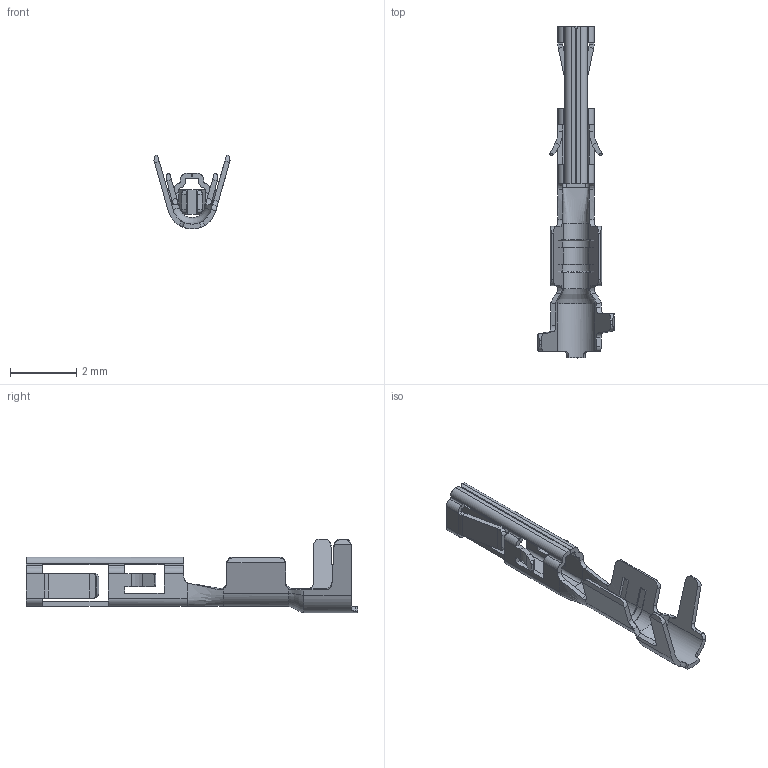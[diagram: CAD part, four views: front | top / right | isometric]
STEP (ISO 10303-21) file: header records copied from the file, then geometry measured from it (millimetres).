
FILE_DESCRIPTION( ('This file contains a STEP AP42 implementation' ,'as created by ZW3D STEP Interface translator.') ,'2;1' );
FILE_NAME( '3918-XTCXX01.stp' ,'23 9 5.163859', (''), ('ZWCAD Software Co.'), 'Version 1.0', 'ZW3D to STEP translator', '' );
FILE_SCHEMA(('AUTOMOTIVE_DESIGN { 1 0 10303 214 1 1 1 1 }'));
Length unit declared in the file: millimetre
Products named in the file (2): 0; 3918-TCSN01
Bounding box: 2.29 x 10 x 2.23 mm (x, y, z)
Volume: 4.6 mm3; surface area: 72 mm2
Topology: 1 solids, 1 shells, 282 faces, 702 edges, 412 vertices
Faces by surface type: plane 172, bspline 55, cylinder 52, cone 3
Entity records: 10442 total; most frequent: CARTESIAN_POINT 3846, ORIENTED_EDGE 1404, DIRECTION 1169, EDGE_CURVE 702, VECTOR 445, LINE 445, VERTEX_POINT 412, AXIS2_PLACEMENT_3D 362
